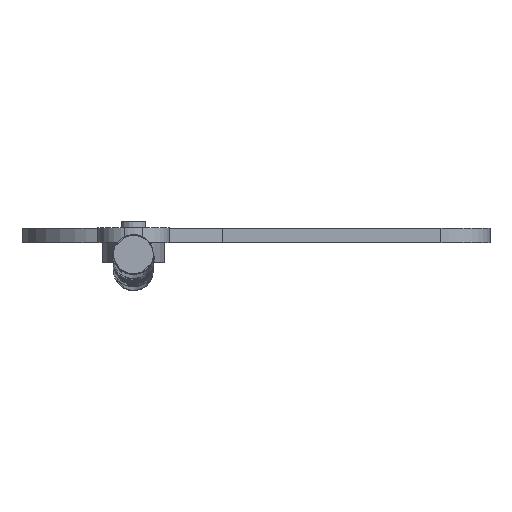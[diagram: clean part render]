
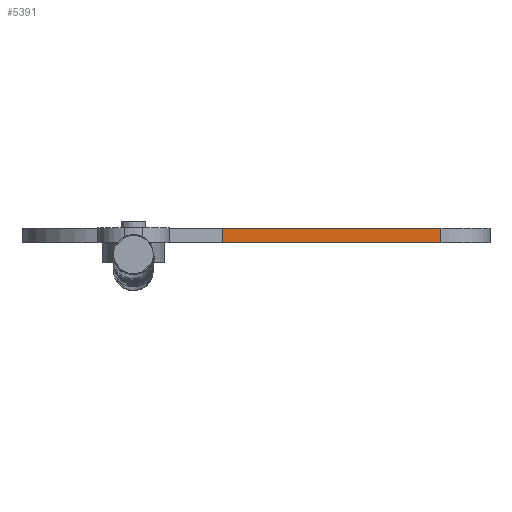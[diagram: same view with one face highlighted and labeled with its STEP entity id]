
A CAD part, top view. The second image highlights one B-rep face of the part: STEP entity #5391.
In plain terms, the highlighted free-form (B-spline) face has degree [1, 1] with [2, 2] control points.
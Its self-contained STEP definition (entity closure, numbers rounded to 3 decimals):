
#4517=CARTESIAN_POINT('',(20.0,0.0,11.0));
#4518=VERTEX_POINT('',#4517);
#4524=CARTESIAN_POINT('',(69.0,0.0,11.));
#4525=VERTEX_POINT('',#4524);
#4526=CARTESIAN_POINT('',(20.0,0.0,11.0));
#4527=CARTESIAN_POINT('',(69.0,0.0,11.));
#4528=QUASI_UNIFORM_CURVE('',1,(#4526,#4527),.UNSPECIFIED.,.F.,.U.);
#4529=EDGE_CURVE('',#4518,#4525,#4528,.T.);
#5343=CARTESIAN_POINT('',(69.0,-3.2,11.));
#5344=VERTEX_POINT('',#5343);
#5345=CARTESIAN_POINT('',(69.0,-3.2,11.));
#5346=CARTESIAN_POINT('',(69.0,0.0,11.));
#5347=QUASI_UNIFORM_CURVE('',1,(#5345,#5346),.UNSPECIFIED.,.F.,.U.);
#5348=EDGE_CURVE('',#5344,#4525,#5347,.T.);
#5370=CARTESIAN_POINT('',(71.448,0.16,11.));
#5371=CARTESIAN_POINT('',(17.552,0.16,11.));
#5372=CARTESIAN_POINT('',(71.448,-3.36,11.));
#5373=CARTESIAN_POINT('',(17.552,-3.36,11.));
#5374=B_SPLINE_SURFACE_WITH_KNOTS('',1,1,((#5370,#5372),(#5371,#5373)),.UNSPECIFIED.,.F.,.F.,.U.,(2,2),(2,2),(0.0,53.895),(0.0,3.52),.UNSPECIFIED.);
#5375=ORIENTED_EDGE('',*,*,#4529,.F.);
#5376=CARTESIAN_POINT('',(20.0,-3.2,11.0));
#5377=VERTEX_POINT('',#5376);
#5378=CARTESIAN_POINT('',(20.0,-3.2,11.0));
#5379=CARTESIAN_POINT('',(20.0,0.0,11.0));
#5380=QUASI_UNIFORM_CURVE('',1,(#5378,#5379),.UNSPECIFIED.,.F.,.U.);
#5381=EDGE_CURVE('',#5377,#4518,#5380,.T.);
#5382=ORIENTED_EDGE('',*,*,#5381,.F.);
#5383=CARTESIAN_POINT('',(20.0,-3.2,11.0));
#5384=CARTESIAN_POINT('',(69.0,-3.2,11.));
#5385=QUASI_UNIFORM_CURVE('',1,(#5383,#5384),.UNSPECIFIED.,.F.,.U.);
#5386=EDGE_CURVE('',#5377,#5344,#5385,.T.);
#5387=ORIENTED_EDGE('',*,*,#5386,.T.);
#5388=ORIENTED_EDGE('',*,*,#5348,.T.);
#5389=EDGE_LOOP('',(#5375,#5382,#5387,#5388));
#5390=FACE_OUTER_BOUND('',#5389,.T.);
#5391=ADVANCED_FACE('',(#5390),#5374,.T.);
